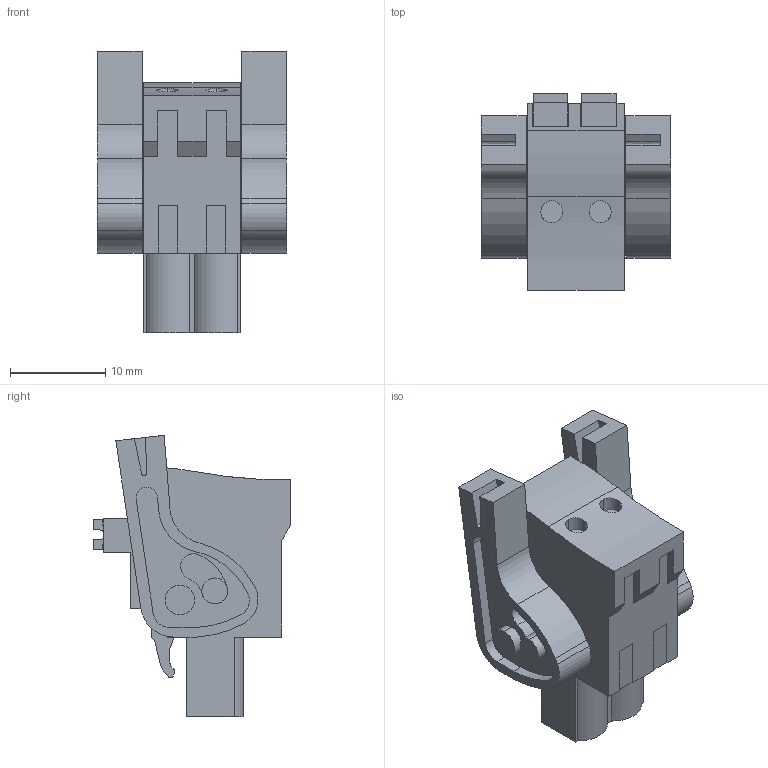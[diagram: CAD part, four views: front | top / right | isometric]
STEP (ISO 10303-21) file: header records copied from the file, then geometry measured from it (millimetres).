
FILE_DESCRIPTION(('CATIA V5 STEP Exchange','CAx-IF Rec.Pracs.--- Model Styling and Organization---1.2---2011-12-15'),'2;1');
FILE_NAME ('D1446203_0_1000640001_1000640001.stp','2017-09-09T07:08:54+00:00',('none'),('Weidmueller'),'CATIA Version 5-6 Release 2014','CATIA V5 STEP AP214','none');
FILE_SCHEMA(('AUTOMOTIVE_DESIGN { 1 0 10303 214 1 1 1 1 }'));
Length unit declared in the file: millimetre
Products named in the file (1): 1000640001
Bounding box: 19.86 x 20.64 x 29.52 mm (x, y, z)
Volume: 4244.2 mm3; surface area: 3560.2 mm2
Topology: 5 solids, 5 shells, 259 faces, 701 edges, 468 vertices
Faces by surface type: plane 169, cylinder 80, extrusion 10
Entity records: 7689 total; most frequent: CARTESIAN_POINT 1532, ORIENTED_EDGE 1402, DIRECTION 996, EDGE_CURVE 701, VECTOR 526, LINE 516, VERTEX_POINT 468, AXIS2_PLACEMENT_3D 316
